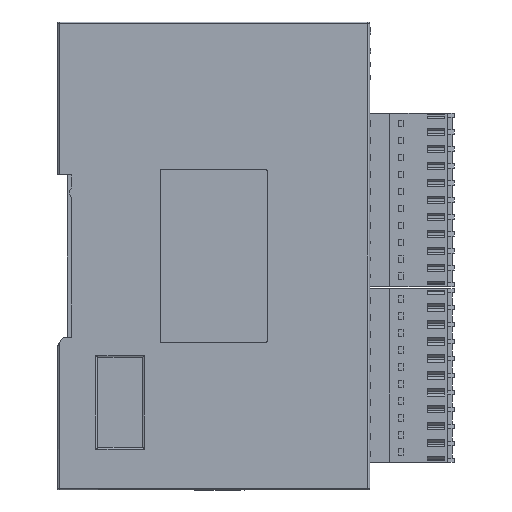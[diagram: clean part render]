
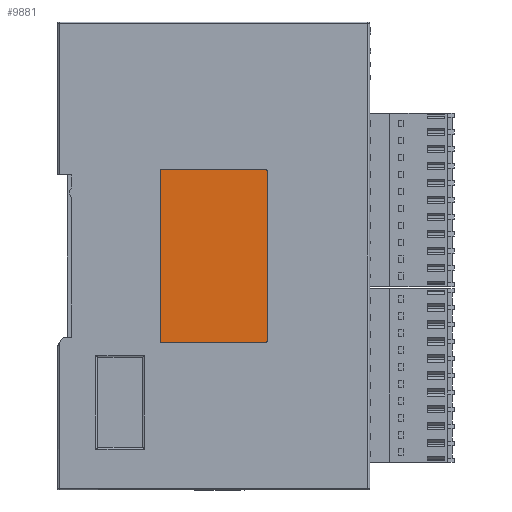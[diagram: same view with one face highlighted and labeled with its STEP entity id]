
A CAD part, left-side view. The second image highlights one B-rep face of the part: STEP entity #9881.
In plain terms, the highlighted planar face has unit normal (-1, 0, 0).
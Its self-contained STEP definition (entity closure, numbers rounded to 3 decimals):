
#6347=B_SPLINE_CURVE_WITH_KNOTS('',1,(#75902,#75903),.UNSPECIFIED.,.F.,
 .F.,(2,2),(0.,23.),.UNSPECIFIED.);
#6351=B_SPLINE_CURVE_WITH_KNOTS('',1,(#75916,#75917),.UNSPECIFIED.,.F.,
 .F.,(2,2),(0.,38.),.UNSPECIFIED.);
#6354=B_SPLINE_CURVE_WITH_KNOTS('',1,(#75922,#75923),.UNSPECIFIED.,.F.,
 .F.,(2,2),(0.,38.),.UNSPECIFIED.);
#6358=B_SPLINE_CURVE_WITH_KNOTS('',1,(#75936,#75937),.UNSPECIFIED.,.F.,
 .F.,(2,2),(0.,23.),.UNSPECIFIED.);
#9881=ADVANCED_FACE('',(#12560),#43183,.T.);
#12560=FACE_OUTER_BOUND('',#15400,.T.);
#15400=EDGE_LOOP('',(#28834,#28835,#28836,#28837,#28838,#28839,#28840,#28841));
#28834=ORIENTED_EDGE('',*,*,#35407,.F.);
#28835=ORIENTED_EDGE('',*,*,#35394,.F.);
#28836=ORIENTED_EDGE('',*,*,#35387,.F.);
#28837=ORIENTED_EDGE('',*,*,#35388,.F.);
#28838=ORIENTED_EDGE('',*,*,#35393,.F.);
#28839=ORIENTED_EDGE('',*,*,#35397,.F.);
#28840=ORIENTED_EDGE('',*,*,#35402,.F.);
#28841=ORIENTED_EDGE('',*,*,#35403,.F.);
#35387=EDGE_CURVE('',#40602,#40599,#36480,.T.);
#35388=EDGE_CURVE('',#40603,#40602,#6347,.T.);
#35393=EDGE_CURVE('',#40606,#40603,#36482,.T.);
#35394=EDGE_CURVE('',#40599,#40607,#6351,.T.);
#35397=EDGE_CURVE('',#40609,#40606,#6354,.T.);
#35402=EDGE_CURVE('',#40612,#40609,#36484,.T.);
#35403=EDGE_CURVE('',#40613,#40612,#6358,.T.);
#35407=EDGE_CURVE('',#40607,#40613,#36486,.T.);
#36480=(
BOUNDED_CURVE()
B_SPLINE_CURVE(2,(#75899,#75900,#75901),.UNSPECIFIED.,.F.,.F.)
B_SPLINE_CURVE_WITH_KNOTS((3,3),(0.,1.),.UNSPECIFIED.)
CURVE()
GEOMETRIC_REPRESENTATION_ITEM()
RATIONAL_B_SPLINE_CURVE((1.,0.707,1.))
REPRESENTATION_ITEM('')
);
#36482=(
BOUNDED_CURVE()
B_SPLINE_CURVE(2,(#75913,#75914,#75915),.UNSPECIFIED.,.F.,.F.)
B_SPLINE_CURVE_WITH_KNOTS((3,3),(0.,1.),.UNSPECIFIED.)
CURVE()
GEOMETRIC_REPRESENTATION_ITEM()
RATIONAL_B_SPLINE_CURVE((1.,0.707,1.))
REPRESENTATION_ITEM('')
);
#36484=(
BOUNDED_CURVE()
B_SPLINE_CURVE(2,(#75933,#75934,#75935),.UNSPECIFIED.,.F.,.F.)
B_SPLINE_CURVE_WITH_KNOTS((3,3),(0.,1.),.UNSPECIFIED.)
CURVE()
GEOMETRIC_REPRESENTATION_ITEM()
RATIONAL_B_SPLINE_CURVE((1.,0.707,1.))
REPRESENTATION_ITEM('')
);
#36486=(
BOUNDED_CURVE()
B_SPLINE_CURVE(2,(#75945,#75946,#75947),.UNSPECIFIED.,.F.,.F.)
B_SPLINE_CURVE_WITH_KNOTS((3,3),(0.,1.),.UNSPECIFIED.)
CURVE()
GEOMETRIC_REPRESENTATION_ITEM()
RATIONAL_B_SPLINE_CURVE((1.,0.707,1.))
REPRESENTATION_ITEM('')
);
#40599=VERTEX_POINT('',#68313);
#40602=VERTEX_POINT('',#68316);
#40603=VERTEX_POINT('',#68317);
#40606=VERTEX_POINT('',#68320);
#40607=VERTEX_POINT('',#68321);
#40609=VERTEX_POINT('',#68323);
#40612=VERTEX_POINT('',#68326);
#40613=VERTEX_POINT('',#68327);
#43183=PLANE('',#45751);
#45751=AXIS2_PLACEMENT_3D('',#66177,#48075,$);
#48075=DIRECTION('',(-1.,0.,0.));
#66177=CARTESIAN_POINT('',(-345.703,-71.468,212.686));
#68313=CARTESIAN_POINT('',(-345.703,-97.88,255.098));
#68316=CARTESIAN_POINT('',(-345.703,-97.38,255.598));
#68317=CARTESIAN_POINT('',(-345.703,-74.38,255.598));
#68320=CARTESIAN_POINT('',(-345.703,-73.88,255.098));
#68321=CARTESIAN_POINT('',(-345.703,-97.88,217.098));
#68323=CARTESIAN_POINT('',(-345.703,-73.88,217.098));
#68326=CARTESIAN_POINT('',(-345.703,-74.38,216.598));
#68327=CARTESIAN_POINT('',(-345.703,-97.38,216.598));
#75899=CARTESIAN_POINT('',(-345.703,-97.38,255.598));
#75900=CARTESIAN_POINT('',(-345.703,-97.88,255.598));
#75901=CARTESIAN_POINT('',(-345.703,-97.88,255.098));
#75902=CARTESIAN_POINT('',(-345.703,-74.38,255.598));
#75903=CARTESIAN_POINT('',(-345.703,-97.38,255.598));
#75913=CARTESIAN_POINT('',(-345.703,-73.88,255.098));
#75914=CARTESIAN_POINT('',(-345.703,-73.88,255.598));
#75915=CARTESIAN_POINT('',(-345.703,-74.38,255.598));
#75916=CARTESIAN_POINT('',(-345.703,-97.88,255.098));
#75917=CARTESIAN_POINT('',(-345.703,-97.88,217.098));
#75922=CARTESIAN_POINT('',(-345.703,-73.88,217.098));
#75923=CARTESIAN_POINT('',(-345.703,-73.88,255.098));
#75933=CARTESIAN_POINT('',(-345.703,-74.38,216.598));
#75934=CARTESIAN_POINT('',(-345.703,-73.88,216.598));
#75935=CARTESIAN_POINT('',(-345.703,-73.88,217.098));
#75936=CARTESIAN_POINT('',(-345.703,-97.38,216.598));
#75937=CARTESIAN_POINT('',(-345.703,-74.38,216.598));
#75945=CARTESIAN_POINT('',(-345.703,-97.88,217.098));
#75946=CARTESIAN_POINT('',(-345.703,-97.88,216.598));
#75947=CARTESIAN_POINT('',(-345.703,-97.38,216.598));
